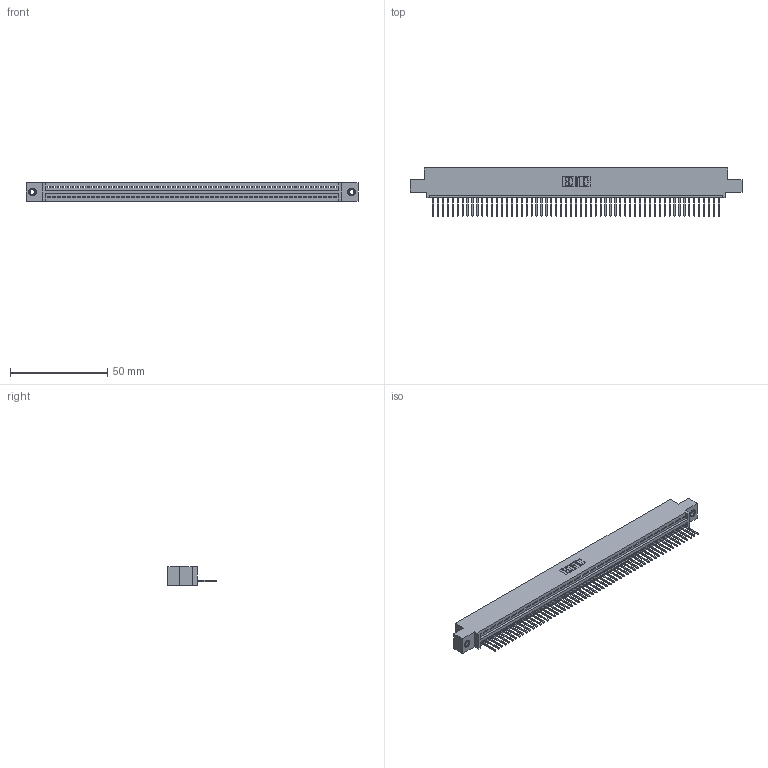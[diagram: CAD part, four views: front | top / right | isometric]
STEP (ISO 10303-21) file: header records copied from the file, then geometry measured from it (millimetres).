
FILE_DESCRIPTION (( 'STEP AP203' ), '1' );
FILE_NAME ('395-059-523-407.STEP', '2019-10-24T08:05:46', ( '' ), ( '' ), 'SwSTEP 2.0', 'SolidWorks 2016', '' );
FILE_SCHEMA (( 'CONFIG_CONTROL_DESIGN' ));
Length unit declared in the file: inch
Products named in the file (4): 345 Part_0.110 Offset - 0.156 Dia-TI; 345-250-001_345-250-005-103; 395-059-523-407; 345-292-001_345-293-123
Assembly tree (62 placements, depth 2):
  395-059-523-407
    345 Part_0.110 Offset - 0.156 Dia-TI
    345-292-001_345-293-123  x59
    345-250-001_345-250-005-103  x2
Bounding box: 171.07 x 24.82 x 9.4 mm (x, y, z)
Volume: 16277.9 mm3; surface area: 22041.6 mm2
Topology: 62 solids, 62 shells, 3612 faces, 10873 edges, 7162 vertices
Faces by surface type: plane 2476, cylinder 1120, cone 12, torus 4
Entity records: 43452 total; most frequent: CARTESIAN_POINT 7508, ORIENTED_EDGE 7494, DIRECTION 6559, EDGE_CURVE 3747, VECTOR 3359, LINE 3359, VERTEX_POINT 2492, AXIS2_PLACEMENT_3D 1600
